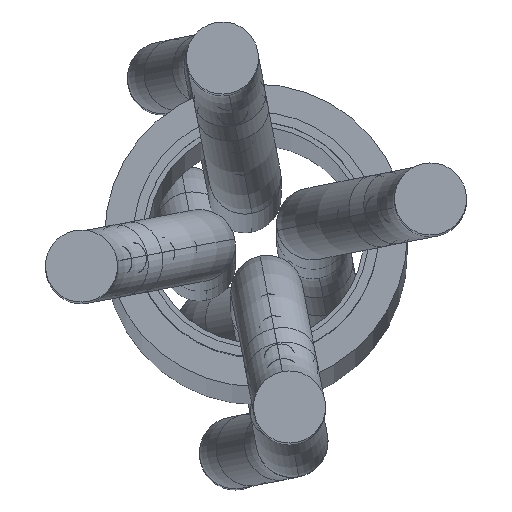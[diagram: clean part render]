
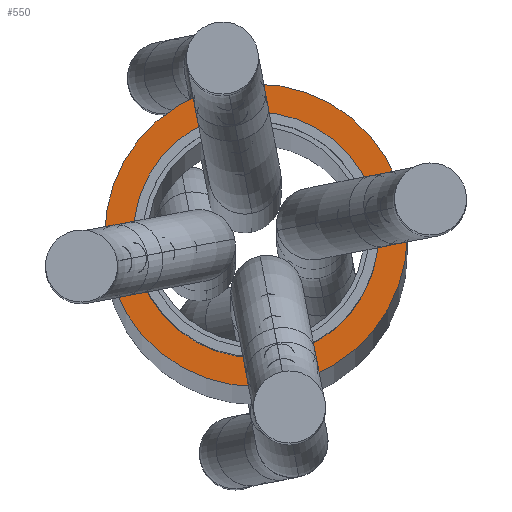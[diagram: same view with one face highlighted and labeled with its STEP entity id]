
A CAD part, top view. The second image highlights one B-rep face of the part: STEP entity #550.
In plain terms, the highlighted planar face has unit normal (0, 0, 1).
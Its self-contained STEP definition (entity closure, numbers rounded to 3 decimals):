
#97=AXIS2_PLACEMENT_3D('Circle Axis2P3D',#95,#96,$) ;
#131=AXIS2_PLACEMENT_3D('Circle Axis2P3D',#129,#130,$) ;
#479=AXIS2_PLACEMENT_3D('Circle Axis2P3D',#477,#478,$) ;
#511=AXIS2_PLACEMENT_3D('Circle Axis2P3D',#509,#510,$) ;
#540=AXIS2_PLACEMENT_3D('Plane Axis2P3D',#537,#538,#539) ;
#78=CARTESIAN_POINT('Vertex',(4.865,2.376,243.)) ;
#92=CARTESIAN_POINT('Vertex',(3.902,7.384,243.)) ;
#95=CARTESIAN_POINT('Axis2P3D Location',(4.384,4.88,243.)) ;
#129=CARTESIAN_POINT('Axis2P3D Location',(4.384,4.88,243.)) ;
#474=CARTESIAN_POINT('Vertex',(4.978,1.787,243.)) ;
#477=CARTESIAN_POINT('Axis2P3D Location',(4.384,4.88,243.)) ;
#481=CARTESIAN_POINT('Vertex',(3.789,7.973,243.)) ;
#509=CARTESIAN_POINT('Axis2P3D Location',(4.384,4.88,243.)) ;
#537=CARTESIAN_POINT('Axis2P3D Location',(4.384,4.88,243.)) ;
#96=DIRECTION('Axis2P3D Direction',(0.,0.,1.)) ;
#130=DIRECTION('Axis2P3D Direction',(0.,0.,1.)) ;
#478=DIRECTION('Axis2P3D Direction',(0.,0.,1.)) ;
#510=DIRECTION('Axis2P3D Direction',(0.,0.,1.)) ;
#538=DIRECTION('Axis2P3D Direction',(0.,0.,1.)) ;
#539=DIRECTION('Axis2P3D XDirection',(-0.189,0.982,0.)) ;
#543=ORIENTED_EDGE('',*,*,#483,.T.) ;
#544=ORIENTED_EDGE('',*,*,#513,.T.) ;
#547=ORIENTED_EDGE('',*,*,#133,.F.) ;
#548=ORIENTED_EDGE('',*,*,#99,.F.) ;
#549=FACE_BOUND('',#546,.T.) ;
#550=ADVANCED_FACE('Hauptkoerper',(#545,#549),#541,.T.) ;
#98=CIRCLE('generated circle',#97,2.55) ;
#132=CIRCLE('generated circle',#131,2.55) ;
#480=CIRCLE('generated circle',#479,3.15) ;
#512=CIRCLE('generated circle',#511,3.15) ;
#99=EDGE_CURVE('',#93,#79,#98,.T.) ;
#133=EDGE_CURVE('',#79,#93,#132,.T.) ;
#483=EDGE_CURVE('',#482,#475,#480,.T.) ;
#513=EDGE_CURVE('',#475,#482,#512,.T.) ;
#542=EDGE_LOOP('',(#543,#544)) ;
#546=EDGE_LOOP('',(#547,#548)) ;
#545=FACE_OUTER_BOUND('',#542,.T.) ;
#541=PLANE('',#540) ;
#79=VERTEX_POINT('',#78) ;
#93=VERTEX_POINT('',#92) ;
#475=VERTEX_POINT('',#474) ;
#482=VERTEX_POINT('',#481) ;
